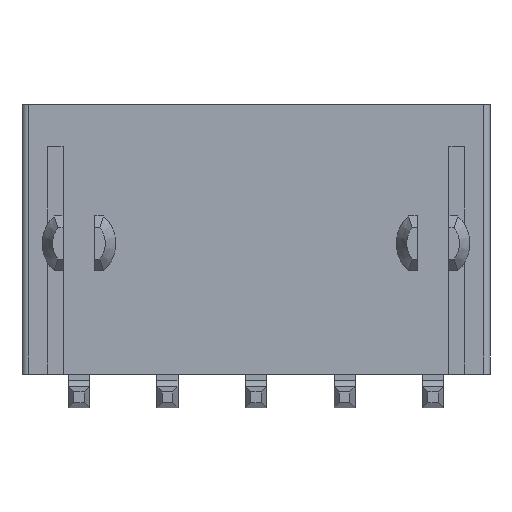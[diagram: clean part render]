
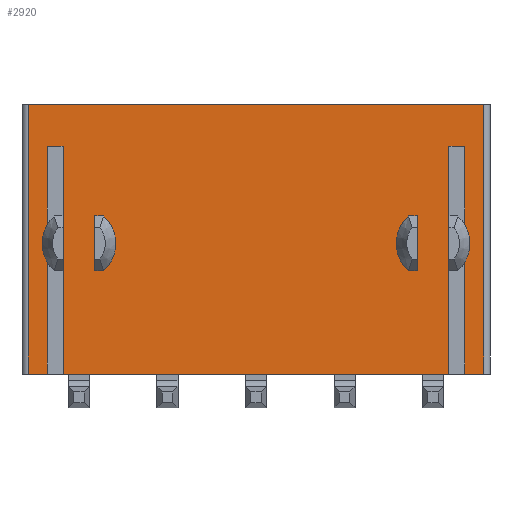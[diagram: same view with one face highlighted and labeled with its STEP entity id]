
A CAD part, front view. The second image highlights one B-rep face of the part: STEP entity #2920.
In plain terms, the highlighted planar face has unit normal (0, -1, 0).
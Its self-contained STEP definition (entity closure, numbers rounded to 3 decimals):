
#22=DIRECTION('',(-1.,0.,0.));
#23=VECTOR('',#22,21.6);
#24=CARTESIAN_POINT('',(10.8,0.4,0.));
#25=LINE('',#24,#23);
#205=DIRECTION('',(0.,0.,1.));
#206=VECTOR('',#205,12.8);
#207=CARTESIAN_POINT('',(-10.8,0.4,-12.8));
#208=LINE('',#207,#206);
#214=DIRECTION('',(0.,0.,-1.));
#215=VECTOR('',#214,2.598);
#216=CARTESIAN_POINT('',(7.65,0.4,-5.301));
#217=LINE('',#216,#215);
#218=DIRECTION('',(0.,0.,1.));
#219=VECTOR('',#218,2.598);
#220=CARTESIAN_POINT('',(-7.65,0.4,-7.899));
#221=LINE('',#220,#219);
#222=DIRECTION('',(-1.,0.,0.));
#223=VECTOR('',#222,0.75);
#224=CARTESIAN_POINT('',(9.9,0.4,-2.));
#225=LINE('',#224,#223);
#226=DIRECTION('',(-1.,0.,0.));
#227=VECTOR('',#226,0.75);
#228=CARTESIAN_POINT('',(-9.15,0.4,-2.));
#229=LINE('',#228,#227);
#230=DIRECTION('',(0.,0.,1.));
#231=VECTOR('',#230,10.8);
#232=CARTESIAN_POINT('',(-9.9,0.4,-12.8));
#233=LINE('',#232,#231);
#234=DIRECTION('',(0.,0.,1.));
#235=VECTOR('',#234,10.8);
#236=CARTESIAN_POINT('',(9.9,0.4,-12.8));
#237=LINE('',#236,#235);
#243=CARTESIAN_POINT('',(8.4,0.4,-6.6));
#244=DIRECTION('',(0.,1.,0.));
#245=DIRECTION('',(-0.5,0.,-0.866));
#246=AXIS2_PLACEMENT_3D('',#243,#244,#245);
#367=DIRECTION('',(0.,0.,1.));
#368=VECTOR('',#367,10.8);
#369=CARTESIAN_POINT('',(9.15,0.4,-12.8));
#370=LINE('',#369,#368);
#407=DIRECTION('',(-1.,0.,0.));
#408=VECTOR('',#407,0.9);
#409=CARTESIAN_POINT('',(-9.9,0.4,-12.8));
#410=LINE('',#409,#408);
#415=DIRECTION('',(-1.,0.,0.));
#416=VECTOR('',#415,18.3);
#417=CARTESIAN_POINT('',(9.15,0.4,-12.8));
#418=LINE('',#417,#416);
#423=DIRECTION('',(-1.,0.,0.));
#424=VECTOR('',#423,0.9);
#425=CARTESIAN_POINT('',(10.8,0.4,-12.8));
#426=LINE('',#425,#424);
#531=DIRECTION('',(0.,0.,-1.));
#532=VECTOR('',#531,10.8);
#533=CARTESIAN_POINT('',(-9.15,0.4,-2.));
#534=LINE('',#533,#532);
#559=CARTESIAN_POINT('',(-8.4,0.4,-6.6));
#560=DIRECTION('',(0.,1.,0.));
#561=DIRECTION('',(0.5,0.,0.866));
#562=AXIS2_PLACEMENT_3D('',#559,#560,#561);
#820=DIRECTION('',(0.,0.,1.));
#821=VECTOR('',#820,12.8);
#822=CARTESIAN_POINT('',(10.8,0.4,-12.8));
#823=LINE('',#822,#821);
#2165=CARTESIAN_POINT('',(10.8,0.4,-12.8));
#2166=CARTESIAN_POINT('',(10.8,0.4,0.));
#2167=VERTEX_POINT('',#2165);
#2168=VERTEX_POINT('',#2166);
#2193=CARTESIAN_POINT('',(-10.8,0.4,0.));
#2194=VERTEX_POINT('',#2193);
#2195=CARTESIAN_POINT('',(-10.8,0.4,-12.8));
#2196=VERTEX_POINT('',#2195);
#2201=CARTESIAN_POINT('',(7.65,0.4,-5.301));
#2202=CARTESIAN_POINT('',(7.65,0.4,-7.899));
#2203=VERTEX_POINT('',#2201);
#2204=VERTEX_POINT('',#2202);
#2249=CARTESIAN_POINT('',(-7.65,0.4,-7.899));
#2250=CARTESIAN_POINT('',(-7.65,0.4,-5.301));
#2251=VERTEX_POINT('',#2249);
#2252=VERTEX_POINT('',#2250);
#2313=CARTESIAN_POINT('',(9.9,0.4,-2.));
#2314=CARTESIAN_POINT('',(9.15,0.4,-2.));
#2315=VERTEX_POINT('',#2313);
#2316=VERTEX_POINT('',#2314);
#2317=CARTESIAN_POINT('',(9.9,0.4,-12.8));
#2318=VERTEX_POINT('',#2317);
#2319=CARTESIAN_POINT('',(-9.9,0.4,-12.8));
#2320=CARTESIAN_POINT('',(-9.9,0.4,-2.));
#2321=VERTEX_POINT('',#2319);
#2322=VERTEX_POINT('',#2320);
#2323=CARTESIAN_POINT('',(-9.15,0.4,-2.));
#2324=VERTEX_POINT('',#2323);
#2325=CARTESIAN_POINT('',(9.15,0.4,-12.8));
#2326=VERTEX_POINT('',#2325);
#2327=CARTESIAN_POINT('',(-9.15,0.4,-12.8));
#2328=VERTEX_POINT('',#2327);
#2879=CARTESIAN_POINT('',(11.1,0.4,0.));
#2880=DIRECTION('',(0.,-1.,0.));
#2881=DIRECTION('',(-1.,0.,0.));
#2882=AXIS2_PLACEMENT_3D('',#2879,#2880,#2881);
#2883=PLANE('',#2882);
#2885=ORIENTED_EDGE('',*,*,#2884,.T.);
#2887=ORIENTED_EDGE('',*,*,#2886,.F.);
#2889=ORIENTED_EDGE('',*,*,#2888,.T.);
#2891=ORIENTED_EDGE('',*,*,#2890,.F.);
#2893=ORIENTED_EDGE('',*,*,#2892,.T.);
#2895=ORIENTED_EDGE('',*,*,#2894,.F.);
#2897=ORIENTED_EDGE('',*,*,#2896,.T.);
#2898=ORIENTED_EDGE('',*,*,#2872,.T.);
#2899=ORIENTED_EDGE('',*,*,#2704,.F.);
#2901=ORIENTED_EDGE('',*,*,#2900,.F.);
#2903=ORIENTED_EDGE('',*,*,#2902,.T.);
#2905=ORIENTED_EDGE('',*,*,#2904,.T.);
#2906=EDGE_LOOP('',(#2885,#2887,#2889,#2891,#2893,#2895,#2897,#2898,#2899,#2901,
#2903,#2905));
#2907=FACE_OUTER_BOUND('',#2906,.F.);
#2909=ORIENTED_EDGE('',*,*,#2908,.F.);
#2911=ORIENTED_EDGE('',*,*,#2910,.F.);
#2912=EDGE_LOOP('',(#2909,#2911));
#2913=FACE_BOUND('',#2912,.F.);
#2915=ORIENTED_EDGE('',*,*,#2914,.F.);
#2917=ORIENTED_EDGE('',*,*,#2916,.F.);
#2918=EDGE_LOOP('',(#2915,#2917));
#2919=FACE_BOUND('',#2918,.F.);
#2920=ADVANCED_FACE('',(#2907,#2913,#2919),#2883,.T.);
#247=CIRCLE('',#246,1.5);
#563=CIRCLE('',#562,1.5);
#2704=EDGE_CURVE('',#2168,#2194,#25,.T.);
#2872=EDGE_CURVE('',#2196,#2194,#208,.T.);
#2884=EDGE_CURVE('',#2315,#2316,#225,.T.);
#2886=EDGE_CURVE('',#2326,#2316,#370,.T.);
#2888=EDGE_CURVE('',#2326,#2328,#418,.T.);
#2890=EDGE_CURVE('',#2324,#2328,#534,.T.);
#2892=EDGE_CURVE('',#2324,#2322,#229,.T.);
#2894=EDGE_CURVE('',#2321,#2322,#233,.T.);
#2896=EDGE_CURVE('',#2321,#2196,#410,.T.);
#2900=EDGE_CURVE('',#2167,#2168,#823,.T.);
#2902=EDGE_CURVE('',#2167,#2318,#426,.T.);
#2904=EDGE_CURVE('',#2318,#2315,#237,.T.);
#2908=EDGE_CURVE('',#2252,#2251,#563,.T.);
#2910=EDGE_CURVE('',#2251,#2252,#221,.T.);
#2914=EDGE_CURVE('',#2204,#2203,#247,.T.);
#2916=EDGE_CURVE('',#2203,#2204,#217,.T.);
